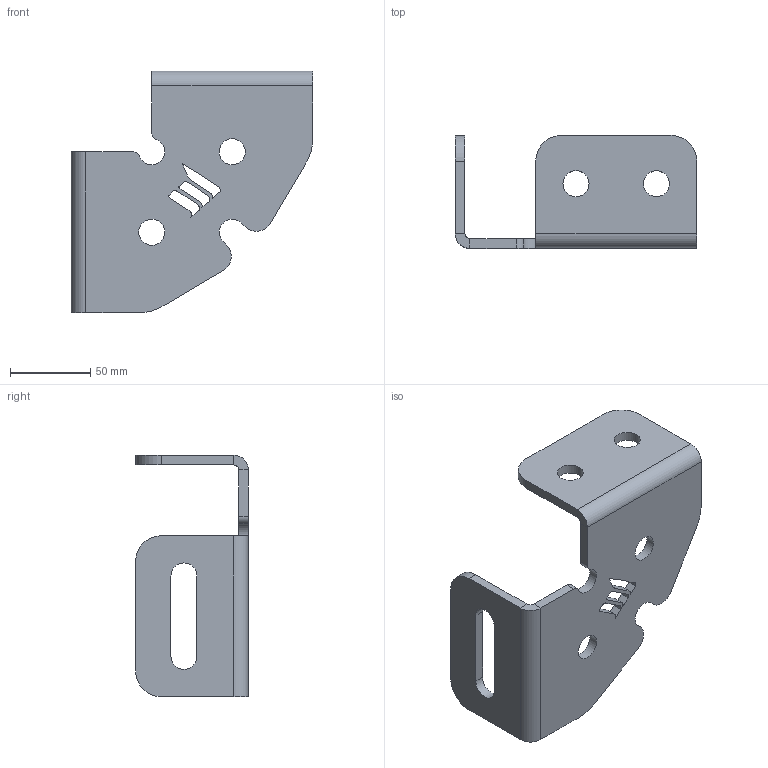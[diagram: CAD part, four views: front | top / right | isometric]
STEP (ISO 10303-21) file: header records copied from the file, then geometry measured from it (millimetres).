
FILE_DESCRIPTION(/* description */ (''),/* implementation_level */ '2;1');
FILE_NAME(/* name */ 'HE-11.step',/* time_stamp */ '2024-05-09T15:53:48+01:00',/* author */ (''),/* organization */ (''),/* preprocessor_version */ 'ST-DEVELOPER v20',/* originating_system */ 'Autodesk Translation Framework v12.20.1.177',/* authorisation */ '');
FILE_SCHEMA (('AUTOMOTIVE_DESIGN { 1 0 10303 214 3 1 1 }'));
Length unit declared in the file: millimetre
Products named in the file (1): HE-11
Bounding box: 150 x 70 x 150 mm (x, y, z)
Volume: 152992.8 mm3; surface area: 59004.9 mm2
Topology: 1 solids, 1 shells, 72 faces, 194 edges, 124 vertices
Faces by surface type: plane 34, cylinder 22, bspline 16
Full cylindrical faces by diameter (mm): 16.16 x4
Entity records: 2331 total; most frequent: CARTESIAN_POINT 535, ORIENTED_EDGE 388, DIRECTION 320, EDGE_CURVE 194, VERTEX_POINT 124, LINE 118, VECTOR 118, AXIS2_PLACEMENT_3D 101
